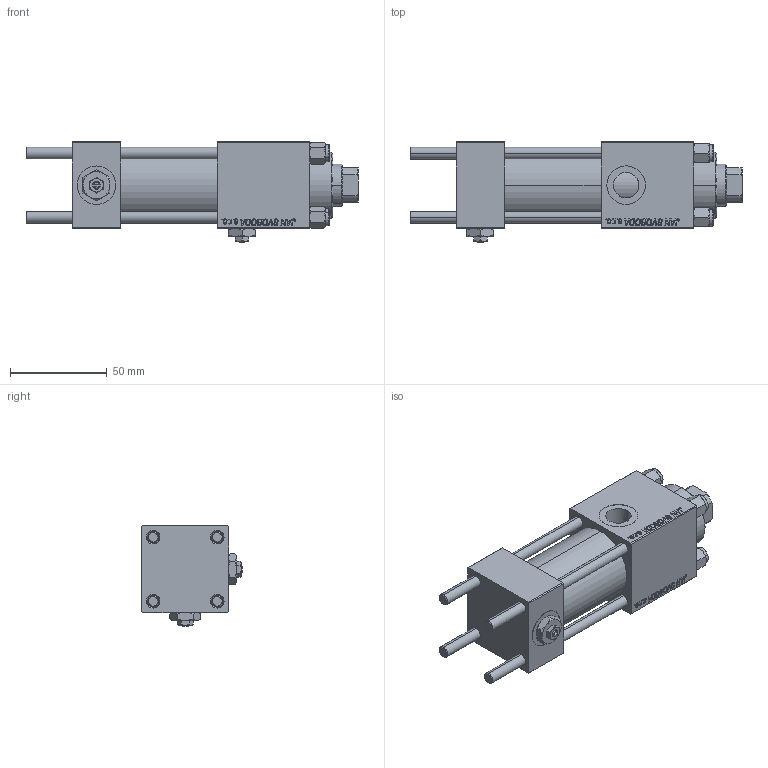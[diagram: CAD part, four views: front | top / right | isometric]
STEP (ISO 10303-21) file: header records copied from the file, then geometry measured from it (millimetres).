
FILE_DESCRIPTION (( 'STEP AP203' ), '1' );
FILE_NAME ('c184.STEP', '2024-01-31T10:45:11', ( '' ), ( '' ), 'SwSTEP 2.0', 'SolidWorks 2019', '' );
FILE_SCHEMA (( 'CONFIG_CONTROL_DESIGN' ));
Length unit declared in the file: millimetre
Products named in the file (7): NUT_M5 9385d8d4845fe206e9f9cdc207b646ab; Zatka_pro_OIL_PORT 9385d8d4845fe206e9f9cdc207b646ab; CR025_012_A_0_G_A_G_M_020_+#_##_TYCINKA 9385d8d4845fe206e9f9cdc207b646ab; V215CR_BODY_A 9385d8d4845fe206e9f9cdc207b646ab; V215CR_VCP 9385d8d4845fe206e9f9cdc207b646ab; V215_VC_A 9385d8d4845fe206e9f9cdc207b646ab; c184
Assembly tree (13 placements, depth 2):
  c184
    V215CR_BODY_A 9385d8d4845fe206e9f9cdc207b646ab
    CR025_012_A_0_G_A_G_M_020_+#_##_TYCINKA 9385d8d4845fe206e9f9cdc207b646ab  x4
    NUT_M5 9385d8d4845fe206e9f9cdc207b646ab  x4
    V215CR_VCP 9385d8d4845fe206e9f9cdc207b646ab
    V215_VC_A 9385d8d4845fe206e9f9cdc207b646ab
    Zatka_pro_OIL_PORT 9385d8d4845fe206e9f9cdc207b646ab  x2
Bounding box: 172 x 52 x 52 mm (x, y, z)
Volume: 212349.2 mm3; surface area: 78934.3 mm2
Topology: 13 solids, 13 shells, 1232 faces, 3078 edges, 1983 vertices
Faces by surface type: plane 564, bspline 392, cone 178, cylinder 90, torus 8
Entity records: 51827 total; most frequent: CARTESIAN_POINT 27648, ORIENTED_EDGE 5456, DIRECTION 3470, EDGE_CURVE 2728, VERTEX_POINT 1781, LINE 1632, VECTOR 1632, EDGE_LOOP 1203
